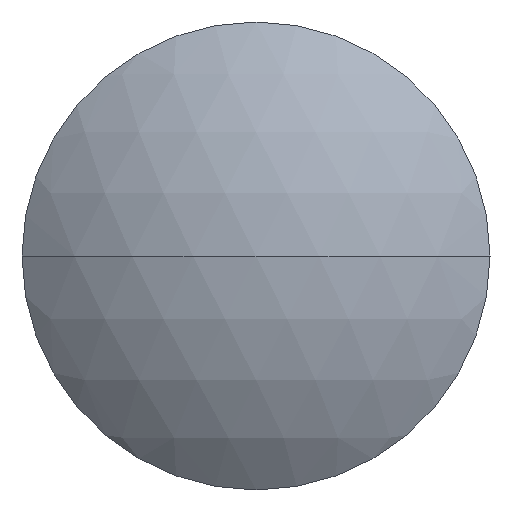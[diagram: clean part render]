
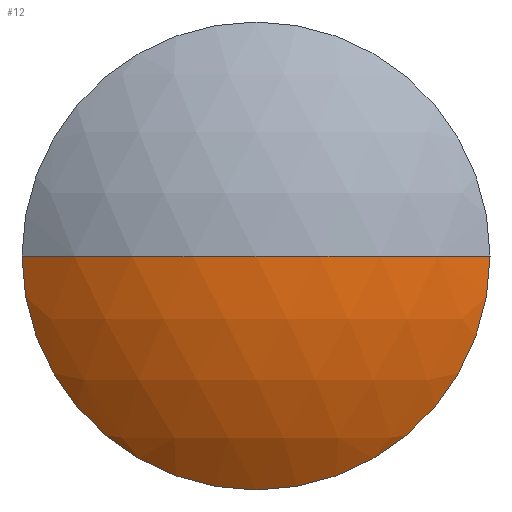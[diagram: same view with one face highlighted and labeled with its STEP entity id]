
A CAD part, left-side view. The second image highlights one B-rep face of the part: STEP entity #12.
In plain terms, the highlighted spherical face has radius 20.17 mm.
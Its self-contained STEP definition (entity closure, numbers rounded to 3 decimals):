
#5 = ORIENTED_EDGE ( 'NONE', *, *, #150, .T. ) ;
#8 = CIRCLE ( 'NONE', #101, 12.7 ) ;
#12 = ADVANCED_FACE ( 'NONE', ( #75 ), #118, .T. ) ;
#17 = CIRCLE ( 'NONE', #335, 20.17 ) ;
#29 = VERTEX_POINT ( 'NONE', #261 ) ;
#39 = CIRCLE ( 'NONE', #170, 12.7 ) ;
#41 = ORIENTED_EDGE ( 'NONE', *, *, #340, .T. ) ;
#52 = CARTESIAN_POINT ( 'NONE',  ( 85.459, 48.616, 0. ) ) ;
#54 = ORIENTED_EDGE ( 'NONE', *, *, #226, .F. ) ;
#57 = CARTESIAN_POINT ( 'NONE',  ( 101.128, 48.616, 0. ) ) ;
#65 = CIRCLE ( 'NONE', #234, 20.17 ) ;
#75 = FACE_OUTER_BOUND ( 'NONE', #237, .T. ) ;
#78 = DIRECTION ( 'NONE',  ( 0., 1., 0. ) ) ;
#93 = DIRECTION ( 'NONE',  ( 0., 0., 1. ) ) ;
#95 = DIRECTION ( 'NONE',  ( 0., 0., -1. ) ) ;
#101 = AXIS2_PLACEMENT_3D ( 'NONE', #188, #328, #209 ) ;
#113 = EDGE_CURVE ( 'NONE', #341, #202, #39, .T. ) ;
#118 = SPHERICAL_SURFACE ( 'NONE', #343, 20.17 ) ;
#150 = EDGE_CURVE ( 'NONE', #202, #231, #17, .T. ) ;
#157 = DIRECTION ( 'NONE',  ( 0., 0., -1. ) ) ;
#167 = DIRECTION ( 'NONE',  ( 0., 0., 1. ) ) ;
#168 = DIRECTION ( 'NONE',  ( 0., 1., 0. ) ) ;
#170 = AXIS2_PLACEMENT_3D ( 'NONE', #52, #329, #167 ) ;
#188 = CARTESIAN_POINT ( 'NONE',  ( 85.459, 48.616, 0. ) ) ;
#202 = VERTEX_POINT ( 'NONE', #301 ) ;
#209 = DIRECTION ( 'NONE',  ( 0., 0., 1. ) ) ;
#226 = EDGE_CURVE ( 'NONE', #29, #231, #65, .T. ) ;
#230 = CARTESIAN_POINT ( 'NONE',  ( 101.128, 48.616, 0. ) ) ;
#231 = VERTEX_POINT ( 'NONE', #322 ) ;
#234 = AXIS2_PLACEMENT_3D ( 'NONE', #57, #93, #238 ) ;
#237 = EDGE_LOOP ( 'NONE', ( #41, #281, #5, #54 ) ) ;
#238 = DIRECTION ( 'NONE',  ( 1., 0., 0. ) ) ;
#248 = CARTESIAN_POINT ( 'NONE',  ( 101.128, 48.616, 0. ) ) ;
#261 = CARTESIAN_POINT ( 'NONE',  ( 85.459, 61.316, 0. ) ) ;
#281 = ORIENTED_EDGE ( 'NONE', *, *, #113, .T. ) ;
#296 = CARTESIAN_POINT ( 'NONE',  ( 85.459, 48.616, -12.7 ) ) ;
#301 = CARTESIAN_POINT ( 'NONE',  ( 85.459, 35.916, 0. ) ) ;
#322 = CARTESIAN_POINT ( 'NONE',  ( 80.958, 48.616, 0. ) ) ;
#328 = DIRECTION ( 'NONE',  ( -1., 0., 0. ) ) ;
#329 = DIRECTION ( 'NONE',  ( -1., 0., 0. ) ) ;
#335 = AXIS2_PLACEMENT_3D ( 'NONE', #248, #95, #168 ) ;
#340 = EDGE_CURVE ( 'NONE', #29, #341, #8, .T. ) ;
#341 = VERTEX_POINT ( 'NONE', #296 ) ;
#343 = AXIS2_PLACEMENT_3D ( 'NONE', #230, #157, #78 ) ;
